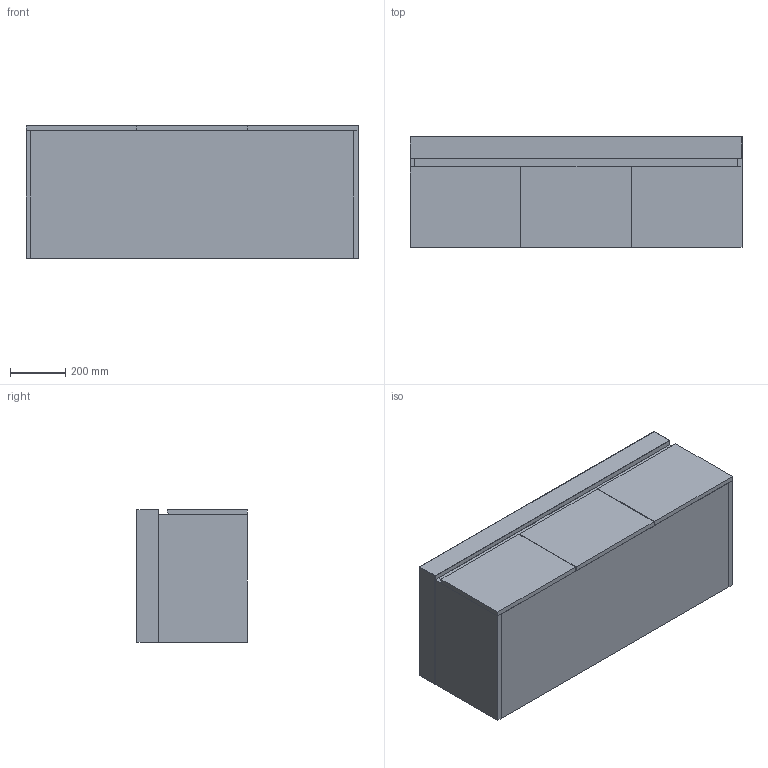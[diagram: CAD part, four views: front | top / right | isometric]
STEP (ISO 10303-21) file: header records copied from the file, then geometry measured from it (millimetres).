
FILE_DESCRIPTION((''),'2;1');
FILE_NAME('KADO_LUSSI_1200_CABINET_B_ASM','2020-10-22T16:26:13',('ipelchen'),(''),'CREO PARAMETRIC BY PTC INC, 2018190','CREO PARAMETRIC BY PTC INC, 2018190','');
FILE_SCHEMA(('CONFIG_CONTROL_DESIGN'));
Length unit declared in the file: millimetre
Products named in the file (13): KADO_LUSSI_1200_CARCASS_LHB_B; KADO_LUSSI_1200_CAB_FRONTP_B; KADO_LUSSI_1200_CAB_SIDEP_B; KADO_LUSSI_1200_CARCASS_TOP_LHB; KADO_LUSSI_CARCASS_VERT_RIGHT_B; KADO_LUSSI_1200_DOOR_B; KADO_LUSSI_1200_C_LIGHT; KADOLUSSI_WASTE_TESTING_ONLY__; KADOLUSSI_WASTE_TOPSEAL__; KADO_SS_CAP__; KADO_LUSSI_WASTE_ASM_ASM; 1200_C_RENDER_ASM; KADO_LUSSI_1200_CABINET_B_ASM
Assembly tree (15 placements, depth 4):
  KADO_LUSSI_1200_CABINET_B_ASM
    KADO_LUSSI_1200_CARCASS_LHB_B
    KADO_LUSSI_1200_CAB_FRONTP_B
    KADO_LUSSI_1200_CAB_SIDEP_B  x2
    KADO_LUSSI_1200_CARCASS_TOP_LHB
    KADO_LUSSI_CARCASS_VERT_RIGHT_B
    KADO_LUSSI_1200_DOOR_B  x3
    1200_C_RENDER_ASM
      KADO_LUSSI_1200_C_LIGHT
      KADO_LUSSI_WASTE_ASM_ASM
        KADOLUSSI_WASTE_TESTING_ONLY__
        KADOLUSSI_WASTE_TOPSEAL__
        KADO_SS_CAP__
Bounding box: 1200 x 400 x 480 mm (x, y, z)
Volume: 72804841.5 mm3; surface area: 6462982.4 mm2
Topology: 13 solids, 13 shells, 304 faces, 713 edges, 433 vertices
Faces by surface type: plane 129, bspline 74, cylinder 61, torus 15, cone 11, sphere 10, extrusion 4
Entity records: 14684 total; most frequent: CARTESIAN_POINT 8395, ORIENTED_EDGE 1338, DIRECTION 1128, EDGE_CURVE 669, AXIS2_PLACEMENT_3D 411, VERTEX_POINT 405, VECTOR 306, LINE 302
